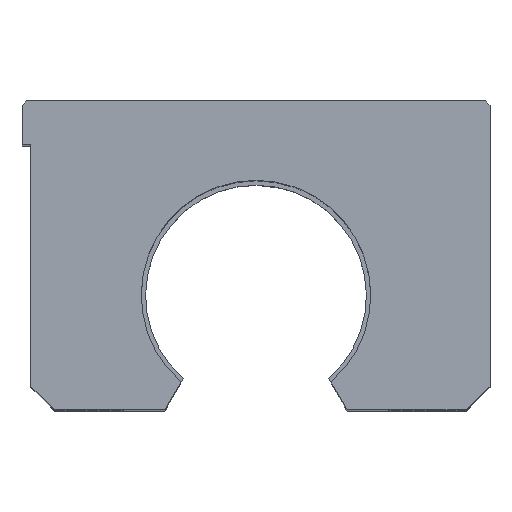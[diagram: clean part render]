
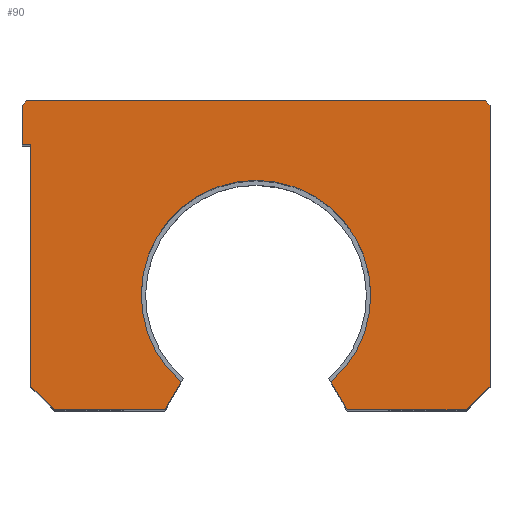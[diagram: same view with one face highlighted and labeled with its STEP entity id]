
A CAD part, top view. The second image highlights one B-rep face of the part: STEP entity #90.
In plain terms, the highlighted planar face has unit normal (0, 0, 1).
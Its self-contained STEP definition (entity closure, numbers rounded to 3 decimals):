
#90 = ADVANCED_FACE( '', ( #230 ), #231, .T. );
#230 = FACE_OUTER_BOUND( '', #451, .T. );
#231 = PLANE( '', #452 );
#451 = EDGE_LOOP( '', ( #685, #686, #687, #688, #689, #690, #691, #692, #693, #694, #695, #696, #697, #698 ) );
#452 = AXIS2_PLACEMENT_3D( '', #699, #700, #701 );
#685 = ORIENTED_EDGE( '', *, *, #1197, .T. );
#686 = ORIENTED_EDGE( '', *, *, #1198, .F. );
#687 = ORIENTED_EDGE( '', *, *, #1199, .T. );
#688 = ORIENTED_EDGE( '', *, *, #1200, .T. );
#689 = ORIENTED_EDGE( '', *, *, #1201, .T. );
#690 = ORIENTED_EDGE( '', *, *, #1202, .T. );
#691 = ORIENTED_EDGE( '', *, *, #1203, .T. );
#692 = ORIENTED_EDGE( '', *, *, #1204, .T. );
#693 = ORIENTED_EDGE( '', *, *, #1205, .T. );
#694 = ORIENTED_EDGE( '', *, *, #1206, .T. );
#695 = ORIENTED_EDGE( '', *, *, #1207, .T. );
#696 = ORIENTED_EDGE( '', *, *, #1208, .T. );
#697 = ORIENTED_EDGE( '', *, *, #1209, .T. );
#698 = ORIENTED_EDGE( '', *, *, #1190, .F. );
#699 = CARTESIAN_POINT( '', ( 0., 0., 84. ) );
#700 = DIRECTION( '', ( 0., 0., 1. ) );
#701 = DIRECTION( '', ( 1., 0., 0. ) );
#1190 = EDGE_CURVE( '', #1398, #1400, #1401, .T. );
#1197 = EDGE_CURVE( '', #1398, #1412, #1413, .T. );
#1198 = EDGE_CURVE( '', #1414, #1412, #1415, .T. );
#1199 = EDGE_CURVE( '', #1414, #1416, #1417, .T. );
#1200 = EDGE_CURVE( '', #1416, #1418, #1419, .T. );
#1201 = EDGE_CURVE( '', #1418, #1420, #1421, .T. );
#1202 = EDGE_CURVE( '', #1420, #1422, #1423, .T. );
#1203 = EDGE_CURVE( '', #1422, #1424, #1425, .T. );
#1204 = EDGE_CURVE( '', #1424, #1426, #1427, .T. );
#1205 = EDGE_CURVE( '', #1426, #1428, #1429, .T. );
#1206 = EDGE_CURVE( '', #1428, #1430, #1431, .T. );
#1207 = EDGE_CURVE( '', #1430, #1432, #1433, .T. );
#1208 = EDGE_CURVE( '', #1432, #1434, #1435, .T. );
#1209 = EDGE_CURVE( '', #1434, #1400, #1436, .T. );
#1398 = VERTEX_POINT( '', #1708 );
#1400 = VERTEX_POINT( '', #1711 );
#1401 = LINE( '', #1712, #1713 );
#1412 = VERTEX_POINT( '', #1729 );
#1413 = CIRCLE( '', #1730, 13. );
#1414 = VERTEX_POINT( '', #1731 );
#1415 = LINE( '', #1732, #1733 );
#1416 = VERTEX_POINT( '', #1734 );
#1417 = LINE( '', #1735, #1736 );
#1418 = VERTEX_POINT( '', #1737 );
#1419 = LINE( '', #1738, #1739 );
#1420 = VERTEX_POINT( '', #1740 );
#1421 = LINE( '', #1741, #1742 );
#1422 = VERTEX_POINT( '', #1743 );
#1423 = LINE( '', #1744, #1745 );
#1424 = VERTEX_POINT( '', #1746 );
#1425 = LINE( '', #1747, #1748 );
#1426 = VERTEX_POINT( '', #1749 );
#1427 = LINE( '', #1750, #1751 );
#1428 = VERTEX_POINT( '', #1752 );
#1429 = LINE( '', #1753, #1754 );
#1430 = VERTEX_POINT( '', #1755 );
#1431 = LINE( '', #1756, #1757 );
#1432 = VERTEX_POINT( '', #1758 );
#1433 = LINE( '', #1759, #1760 );
#1434 = VERTEX_POINT( '', #1761 );
#1435 = LINE( '', #1762, #1763 );
#1436 = LINE( '', #1764, #1765 );
#1708 = CARTESIAN_POINT( '', ( -8.5, 3.164, 84. ) );
#1711 = CARTESIAN_POINT( '', ( -10.327, 0., 84. ) );
#1712 = CARTESIAN_POINT( '', ( 0., 17.886, 84. ) );
#1713 = VECTOR( '', #2265, 1000. );
#1729 = CARTESIAN_POINT( '', ( 8.5, 3.164, 84. ) );
#1730 = AXIS2_PLACEMENT_3D( '', #2271, #2272, #2273 );
#1731 = CARTESIAN_POINT( '', ( 10.327, 0., 84. ) );
#1732 = CARTESIAN_POINT( '', ( 10.904, -1., 84. ) );
#1733 = VECTOR( '', #2274, 1000. );
#1734 = CARTESIAN_POINT( '', ( 23.8, 0., 84. ) );
#1735 = CARTESIAN_POINT( '', ( -22.8, 0., 84. ) );
#1736 = VECTOR( '', #2275, 1000. );
#1737 = CARTESIAN_POINT( '', ( 26.5, 2.7, 84. ) );
#1738 = CARTESIAN_POINT( '', ( 23.8, 0., 84. ) );
#1739 = VECTOR( '', #2276, 1000. );
#1740 = CARTESIAN_POINT( '', ( 26.5, 34.5, 84. ) );
#1741 = CARTESIAN_POINT( '', ( 26.5, 2.7, 84. ) );
#1742 = VECTOR( '', #2277, 1000. );
#1743 = CARTESIAN_POINT( '', ( 26., 35., 84. ) );
#1744 = CARTESIAN_POINT( '', ( 26.5, 34.5, 84. ) );
#1745 = VECTOR( '', #2278, 1000. );
#1746 = CARTESIAN_POINT( '', ( -26., 35., 84. ) );
#1747 = CARTESIAN_POINT( '', ( 26., 35., 84. ) );
#1748 = VECTOR( '', #2279, 1000. );
#1749 = CARTESIAN_POINT( '', ( -26.5, 34.5, 84. ) );
#1750 = CARTESIAN_POINT( '', ( -26., 35., 84. ) );
#1751 = VECTOR( '', #2280, 1000. );
#1752 = CARTESIAN_POINT( '', ( -26.5, 30., 84. ) );
#1753 = CARTESIAN_POINT( '', ( -26.5, 34.5, 84. ) );
#1754 = VECTOR( '', #2281, 1000. );
#1755 = CARTESIAN_POINT( '', ( -25.5, 30., 84. ) );
#1756 = CARTESIAN_POINT( '', ( -26.5, 30., 84. ) );
#1757 = VECTOR( '', #2282, 1000. );
#1758 = CARTESIAN_POINT( '', ( -25.5, 2.7, 84. ) );
#1759 = CARTESIAN_POINT( '', ( -25.5, 30., 84. ) );
#1760 = VECTOR( '', #2283, 1000. );
#1761 = CARTESIAN_POINT( '', ( -22.8, 0., 84. ) );
#1762 = CARTESIAN_POINT( '', ( -25.5, 2.7, 84. ) );
#1763 = VECTOR( '', #2284, 1000. );
#1764 = CARTESIAN_POINT( '', ( -22.8, 0., 84. ) );
#1765 = VECTOR( '', #2285, 1000. );
#2265 = DIRECTION( '', ( -0.5, -0.866, 0. ) );
#2271 = CARTESIAN_POINT( '', ( 0., 13., 84. ) );
#2272 = DIRECTION( '', ( 0., 0., -1. ) );
#2273 = DIRECTION( '', ( -1., 0., 0. ) );
#2274 = DIRECTION( '', ( -0.5, 0.866, 0. ) );
#2275 = DIRECTION( '', ( 1., 0., 0. ) );
#2276 = DIRECTION( '', ( 0.707, 0.707, 0. ) );
#2277 = DIRECTION( '', ( 0., 1., 0. ) );
#2278 = DIRECTION( '', ( -0.707, 0.707, 0. ) );
#2279 = DIRECTION( '', ( -1., 0., 0. ) );
#2280 = DIRECTION( '', ( -0.707, -0.707, 0. ) );
#2281 = DIRECTION( '', ( 0., -1., 0. ) );
#2282 = DIRECTION( '', ( 1., 0., 0. ) );
#2283 = DIRECTION( '', ( 0., -1., 0. ) );
#2284 = DIRECTION( '', ( 0.707, -0.707, 0. ) );
#2285 = DIRECTION( '', ( 1., 0., 0. ) );
